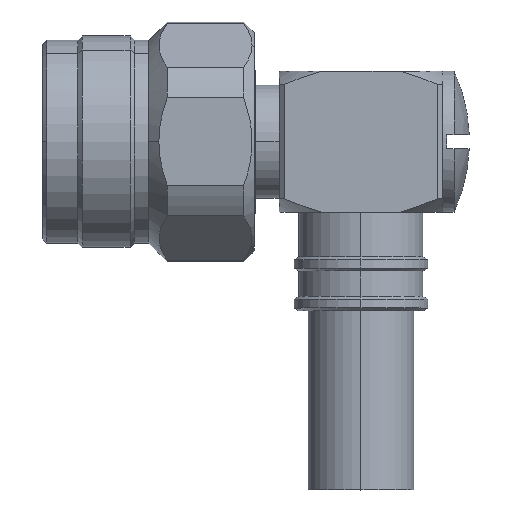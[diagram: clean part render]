
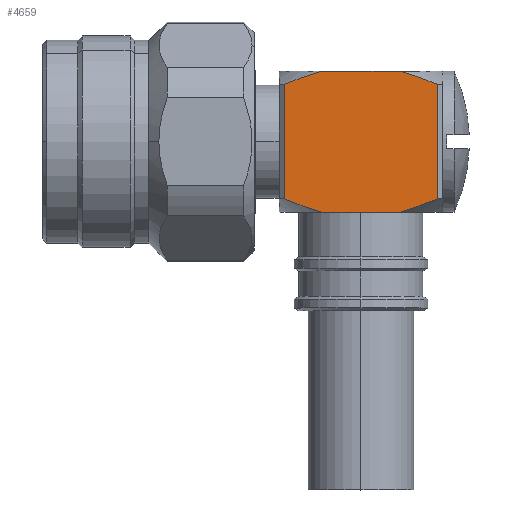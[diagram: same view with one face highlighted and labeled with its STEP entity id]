
A CAD part, top view. The second image highlights one B-rep face of the part: STEP entity #4659.
In plain terms, the highlighted planar face has unit normal (0, 0, 1).
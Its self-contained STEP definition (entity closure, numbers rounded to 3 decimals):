
#29 = CARTESIAN_POINT ( 'NONE',  ( 9.82, -4.068, 5. ) ) ;
#241 = CARTESIAN_POINT ( 'NONE',  ( 9.82, -4.068, 5. ) ) ;
#370 = EDGE_CURVE ( 'NONE', #2016, #5828, #6162, .T. ) ;
#711 = ORIENTED_EDGE ( 'NONE', *, *, #5303, .F. ) ;
#853 = CARTESIAN_POINT ( 'NONE',  ( 12.437, 5., 5. ) ) ;
#882 = EDGE_CURVE ( 'NONE', #5309, #1315, #4304, .T. ) ;
#994 = LINE ( 'NONE', #2790, #6951 ) ;
#996 = VECTOR ( 'NONE', #1956, 1000. ) ;
#1049 = ORIENTED_EDGE ( 'NONE', *, *, #370, .F. ) ;
#1222 = ORIENTED_EDGE ( 'NONE', *, *, #5441, .F. ) ;
#1315 = VERTEX_POINT ( 'NONE', #853 ) ;
#1350 = DIRECTION ( 'NONE',  ( 0., -1., 0. ) ) ;
#1490 = CARTESIAN_POINT ( 'NONE',  ( 20.62, 4.066, 5. ) ) ;
#1535 = LINE ( 'NONE', #6728, #3856 ) ;
#1537 = CARTESIAN_POINT ( 'NONE',  ( 18., 5., 5. ) ) ;
#1579 = ORIENTED_EDGE ( 'NONE', *, *, #4981, .T. ) ;
#1704 = VERTEX_POINT ( 'NONE', #6869 ) ;
#1707 = ORIENTED_EDGE ( 'NONE', *, *, #2132, .T. ) ;
#1716 = CARTESIAN_POINT ( 'NONE',  ( 18., 5., 5. ) ) ;
#1720 = ORIENTED_EDGE ( 'NONE', *, *, #5547, .T. ) ;
#1859 = CARTESIAN_POINT ( 'NONE',  ( 18., -5., 5. ) ) ;
#1879 = B_SPLINE_CURVE_WITH_KNOTS ( 'NONE', 3,
 ( #2822, #5507, #6637, #6619 ),
 .UNSPECIFIED., .F., .F.,
 ( 4, 4 ),
 ( 0.008, 0.011 ),
 .UNSPECIFIED. ) ;
#1956 = DIRECTION ( 'NONE',  ( 0., 1., 0. ) ) ;
#1991 = CARTESIAN_POINT ( 'NONE',  ( 9.82, 4.068, 5. ) ) ;
#2016 = VERTEX_POINT ( 'NONE', #3016 ) ;
#2132 = EDGE_CURVE ( 'NONE', #4696, #5828, #1535, .T. ) ;
#2411 = CARTESIAN_POINT ( 'NONE',  ( 19.762, -4.425, 5. ) ) ;
#2447 = B_SPLINE_CURVE_WITH_KNOTS ( 'NONE', 3,
 ( #2963, #2411, #6658, #1859 ),
 .UNSPECIFIED., .F., .F.,
 ( 4, 4 ),
 ( 0.008, 0.011 ),
 .UNSPECIFIED. ) ;
#2584 = PLANE ( 'NONE',  #3084 ) ;
#2669 = CARTESIAN_POINT ( 'NONE',  ( 19.767, 4.423, 5. ) ) ;
#2713 = CARTESIAN_POINT ( 'NONE',  ( 9.42, 5., 5. ) ) ;
#2790 = CARTESIAN_POINT ( 'NONE',  ( 9.42, -5., 5. ) ) ;
#2822 = CARTESIAN_POINT ( 'NONE',  ( 9.82, 4.068, 5. ) ) ;
#2829 = VECTOR ( 'NONE', #4360, 1000. ) ;
#2838 = ORIENTED_EDGE ( 'NONE', *, *, #6086, .F. ) ;
#2949 = FACE_OUTER_BOUND ( 'NONE', #4922, .T. ) ;
#2963 = CARTESIAN_POINT ( 'NONE',  ( 20.62, -4.066, 5. ) ) ;
#3016 = CARTESIAN_POINT ( 'NONE',  ( 12.437, -5., 5. ) ) ;
#3054 = DIRECTION ( 'NONE',  ( 0., 0., 1. ) ) ;
#3084 = AXIS2_PLACEMENT_3D ( 'NONE', #4686, #3054, #6292 ) ;
#3304 = CARTESIAN_POINT ( 'NONE',  ( 12.437, -5., 5. ) ) ;
#3753 = CARTESIAN_POINT ( 'NONE',  ( 20.62, 4.066, 5. ) ) ;
#3768 = CARTESIAN_POINT ( 'NONE',  ( 10.672, -4.424, 5. ) ) ;
#3842 = ORIENTED_EDGE ( 'NONE', *, *, #882, .T. ) ;
#3856 = VECTOR ( 'NONE', #1350, 1000. ) ;
#4246 = VERTEX_POINT ( 'NONE', #5469 ) ;
#4304 = LINE ( 'NONE', #2713, #2829 ) ;
#4360 = DIRECTION ( 'NONE',  ( -1., 0., 0. ) ) ;
#4659 = ADVANCED_FACE ( 'NONE', ( #2949 ), #2584, .T. ) ;
#4686 = CARTESIAN_POINT ( 'NONE',  ( 15.22, 0., 5. ) ) ;
#4696 = VERTEX_POINT ( 'NONE', #1991 ) ;
#4698 = DIRECTION ( 'NONE',  ( 1., 0., 0. ) ) ;
#4922 = EDGE_LOOP ( 'NONE', ( #1222, #1720, #2838, #3842, #711, #1707, #1049, #1579 ) ) ;
#4981 = EDGE_CURVE ( 'NONE', #2016, #1704, #994, .T. ) ;
#5179 = VERTEX_POINT ( 'NONE', #1490 ) ;
#5301 = CARTESIAN_POINT ( 'NONE',  ( 18.901, 4.751, 5. ) ) ;
#5303 = EDGE_CURVE ( 'NONE', #4696, #1315, #1879, .T. ) ;
#5309 = VERTEX_POINT ( 'NONE', #1716 ) ;
#5441 = EDGE_CURVE ( 'NONE', #4246, #1704, #2447, .T. ) ;
#5469 = CARTESIAN_POINT ( 'NONE',  ( 20.62, -4.066, 5. ) ) ;
#5507 = CARTESIAN_POINT ( 'NONE',  ( 10.677, 4.426, 5. ) ) ;
#5547 = EDGE_CURVE ( 'NONE', #4246, #5179, #6602, .T. ) ;
#5811 = B_SPLINE_CURVE_WITH_KNOTS ( 'NONE', 3,
 ( #1537, #5301, #2669, #3753 ),
 .UNSPECIFIED., .F., .F.,
 ( 4, 4 ),
 ( 0.017, 0.019 ),
 .UNSPECIFIED. ) ;
#5828 = VERTEX_POINT ( 'NONE', #241 ) ;
#6086 = EDGE_CURVE ( 'NONE', #5309, #5179, #5811, .T. ) ;
#6162 = B_SPLINE_CURVE_WITH_KNOTS ( 'NONE', 3,
 ( #3304, #6484, #3768, #29 ),
 .UNSPECIFIED., .F., .F.,
 ( 4, 4 ),
 ( 0.017, 0.019 ),
 .UNSPECIFIED. ) ;
#6255 = CARTESIAN_POINT ( 'NONE',  ( 20.62, 3.896, 5. ) ) ;
#6292 = DIRECTION ( 'NONE',  ( 1., 0., 0. ) ) ;
#6484 = CARTESIAN_POINT ( 'NONE',  ( 11.537, -4.751, 5. ) ) ;
#6602 = LINE ( 'NONE', #6255, #996 ) ;
#6619 = CARTESIAN_POINT ( 'NONE',  ( 12.437, 5., 5. ) ) ;
#6637 = CARTESIAN_POINT ( 'NONE',  ( 11.544, 4.753, 5. ) ) ;
#6658 = CARTESIAN_POINT ( 'NONE',  ( 18.893, -4.753, 5. ) ) ;
#6728 = CARTESIAN_POINT ( 'NONE',  ( 9.82, -3.898, 5. ) ) ;
#6869 = CARTESIAN_POINT ( 'NONE',  ( 18., -5., 5. ) ) ;
#6951 = VECTOR ( 'NONE', #4698, 1000. ) ;
